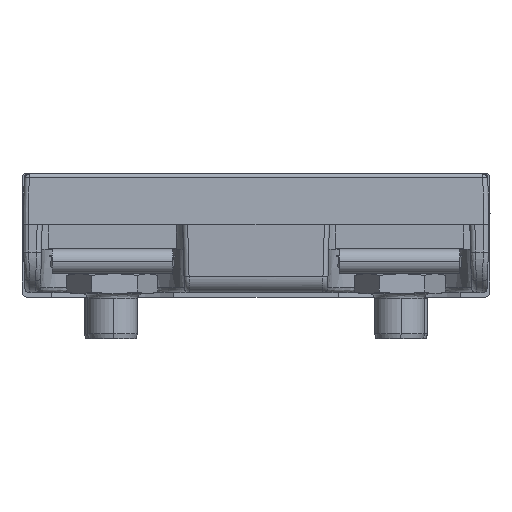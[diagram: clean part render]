
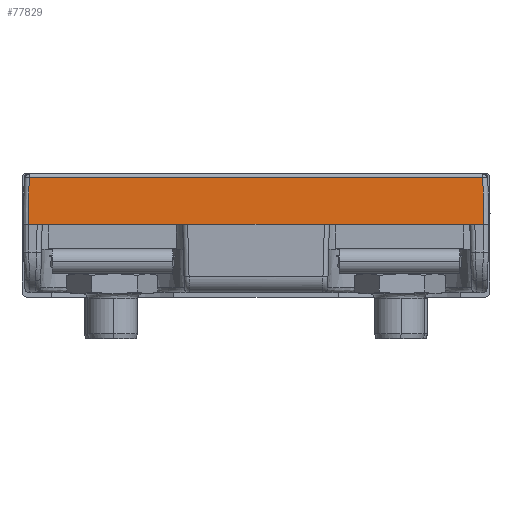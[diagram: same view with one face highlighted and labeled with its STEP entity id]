
A CAD part, left-side view. The second image highlights one B-rep face of the part: STEP entity #77829.
In plain terms, the highlighted planar face has unit normal (-1, 0, 0.026).
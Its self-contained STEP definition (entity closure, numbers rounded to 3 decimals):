
#511 = EDGE_CURVE ( 'NONE', #7305, #77374, #67902, .T. ) ;
#2719 = VECTOR ( 'NONE', #36730, 1000. ) ;
#2887 = EDGE_CURVE ( 'NONE', #51883, #64473, #36972, .T. ) ;
#4123 = CARTESIAN_POINT ( 'NONE',  ( -221.943, 73.139, -4.388 ) ) ;
#4269 = VECTOR ( 'NONE', #54361, 1000. ) ;
#4823 = FACE_OUTER_BOUND ( 'NONE', #5958, .T. ) ;
#5958 = EDGE_LOOP ( 'NONE', ( #39040, #32312, #98006, #97913, #24098, #26370, #98156, #28015 ) ) ;
#6436 = CARTESIAN_POINT ( 'NONE',  ( -221.943, 85.199, -4.388 ) ) ;
#7305 = VERTEX_POINT ( 'NONE', #88792 ) ;
#14090 = VERTEX_POINT ( 'NONE', #6436 ) ;
#15747 = EDGE_CURVE ( 'NONE', #95113, #87586, #91196, .T. ) ;
#17746 = VECTOR ( 'NONE', #84795, 1000. ) ;
#20116 = CARTESIAN_POINT ( 'NONE',  ( -221.943, 85.892, -4.388 ) ) ;
#20913 = EDGE_CURVE ( 'NONE', #86632, #7305, #47078, .T. ) ;
#22104 = CARTESIAN_POINT ( 'NONE',  ( -221.943, 73.769, -4.388 ) ) ;
#24098 = ORIENTED_EDGE ( 'NONE', *, *, #2887, .F. ) ;
#26052 = CARTESIAN_POINT ( 'NONE',  ( -221.851, 85.8, -0.874 ) ) ;
#26370 = ORIENTED_EDGE ( 'NONE', *, *, #83091, .F. ) ;
#27559 = LINE ( 'NONE', #95945, #72329 ) ;
#28015 = ORIENTED_EDGE ( 'NONE', *, *, #37740, .T. ) ;
#31316 = LINE ( 'NONE', #68385, #2719 ) ;
#32312 = ORIENTED_EDGE ( 'NONE', *, *, #511, .F. ) ;
#32914 = DIRECTION ( 'NONE',  ( -0.026, -0.026, -0.999 ) ) ;
#33895 = DIRECTION ( 'NONE',  ( 0., -1., 0. ) ) ;
#34931 = DIRECTION ( 'NONE',  ( 1., 0., -0.026 ) ) ;
#35744 = DIRECTION ( 'NONE',  ( 0.026, -0.026, 0.999 ) ) ;
#36730 = DIRECTION ( 'NONE',  ( 0., 1., 0. ) ) ;
#36972 = LINE ( 'NONE', #73565, #96778 ) ;
#37302 = CARTESIAN_POINT ( 'NONE',  ( -221.943, 85.892, -4.388 ) ) ;
#37740 = EDGE_CURVE ( 'NONE', #95113, #14090, #76220, .T. ) ;
#38145 = EDGE_CURVE ( 'NONE', #77374, #14090, #31316, .T. ) ;
#39040 = ORIENTED_EDGE ( 'NONE', *, *, #38145, .F. ) ;
#39674 = AXIS2_PLACEMENT_3D ( 'NONE', #82612, #34931, #98678 ) ;
#41764 = DIRECTION ( 'NONE',  ( 0., 1., 0. ) ) ;
#43684 = CARTESIAN_POINT ( 'NONE',  ( -221.943, 51.96, -4.388 ) ) ;
#47078 = LINE ( 'NONE', #89939, #100775 ) ;
#51883 = VERTEX_POINT ( 'NONE', #53456 ) ;
#53456 = CARTESIAN_POINT ( 'NONE',  ( -221.851, 51.359, -0.874 ) ) ;
#54361 = DIRECTION ( 'NONE',  ( 0., 1., 0. ) ) ;
#64473 = VERTEX_POINT ( 'NONE', #83514 ) ;
#65170 = LINE ( 'NONE', #102163, #4269 ) ;
#66640 = CARTESIAN_POINT ( 'NONE',  ( -221.943, 73.139, -4.388 ) ) ;
#67902 = LINE ( 'NONE', #66640, #74184 ) ;
#68385 = CARTESIAN_POINT ( 'NONE',  ( -221.943, 73.139, -4.388 ) ) ;
#69907 = VECTOR ( 'NONE', #35744, 1000. ) ;
#72329 = VECTOR ( 'NONE', #33895, 1000. ) ;
#72509 = EDGE_CURVE ( 'NONE', #64473, #86632, #65170, .T. ) ;
#73565 = CARTESIAN_POINT ( 'NONE',  ( -221.851, 51.359, -0.874 ) ) ;
#74184 = VECTOR ( 'NONE', #74298, 1000. ) ;
#74298 = DIRECTION ( 'NONE',  ( 0., 1., 0. ) ) ;
#76220 = LINE ( 'NONE', #4123, #17746 ) ;
#77374 = VERTEX_POINT ( 'NONE', #22104 ) ;
#77829 = ADVANCED_FACE ( 'NONE', ( #4823 ), #83309, .F. ) ;
#82612 = CARTESIAN_POINT ( 'NONE',  ( -221.993, 73.139, -6.319 ) ) ;
#83091 = EDGE_CURVE ( 'NONE', #87586, #51883, #27559, .T. ) ;
#83309 = PLANE ( 'NONE',  #39674 ) ;
#83514 = CARTESIAN_POINT ( 'NONE',  ( -221.943, 51.267, -4.388 ) ) ;
#84795 = DIRECTION ( 'NONE',  ( 0., -1., 0. ) ) ;
#86632 = VERTEX_POINT ( 'NONE', #43684 ) ;
#87586 = VERTEX_POINT ( 'NONE', #26052 ) ;
#88792 = CARTESIAN_POINT ( 'NONE',  ( -221.943, 63.39, -4.388 ) ) ;
#89939 = CARTESIAN_POINT ( 'NONE',  ( -221.943, 73.139, -4.388 ) ) ;
#91196 = LINE ( 'NONE', #20116, #69907 ) ;
#95113 = VERTEX_POINT ( 'NONE', #37302 ) ;
#95945 = CARTESIAN_POINT ( 'NONE',  ( -221.851, 53.914, -0.874 ) ) ;
#96778 = VECTOR ( 'NONE', #32914, 1000. ) ;
#97913 = ORIENTED_EDGE ( 'NONE', *, *, #72509, .F. ) ;
#98006 = ORIENTED_EDGE ( 'NONE', *, *, #20913, .F. ) ;
#98156 = ORIENTED_EDGE ( 'NONE', *, *, #15747, .F. ) ;
#98678 = DIRECTION ( 'NONE',  ( -0.026, 0., -1. ) ) ;
#100775 = VECTOR ( 'NONE', #41764, 1000. ) ;
#102163 = CARTESIAN_POINT ( 'NONE',  ( -221.943, 64.02, -4.388 ) ) ;
